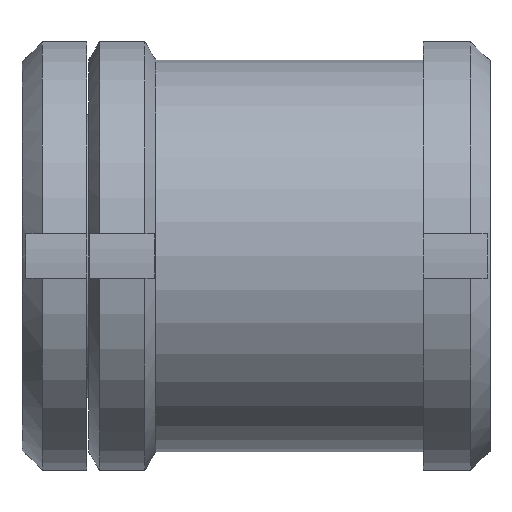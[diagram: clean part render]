
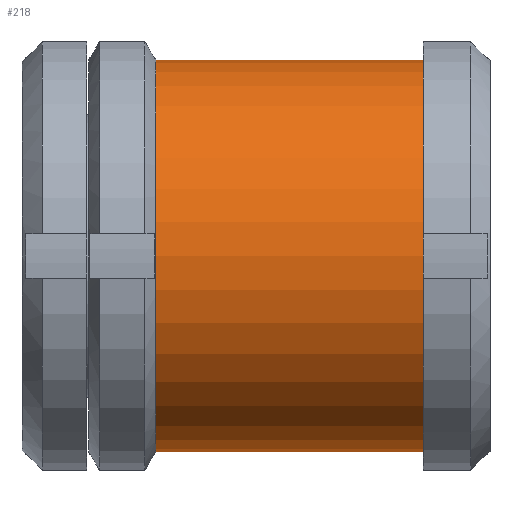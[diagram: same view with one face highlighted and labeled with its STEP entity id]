
A CAD part, left-side view. The second image highlights one B-rep face of the part: STEP entity #218.
In plain terms, the highlighted cylindrical face has radius 26.376 mm (diameter 52.752 mm), a full revolution.
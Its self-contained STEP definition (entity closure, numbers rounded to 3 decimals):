
#218 = ADVANCED_FACE( '', ( #455, #456 ), #457, .T. );
#455 = FACE_OUTER_BOUND( '', #694, .T. );
#456 = FACE_OUTER_BOUND( '', #695, .T. );
#457 = CYLINDRICAL_SURFACE( '', #696, 26.376 );
#694 = EDGE_LOOP( '', ( #1273 ) );
#695 = EDGE_LOOP( '', ( #1274 ) );
#696 = AXIS2_PLACEMENT_3D( '', #1275, #1276, #1277 );
#1273 = ORIENTED_EDGE( '', *, *, #1346, .T. );
#1274 = ORIENTED_EDGE( '', *, *, #1371, .F. );
#1275 = CARTESIAN_POINT( '', ( 0., 0., 0. ) );
#1276 = DIRECTION( '', ( 0., 1., 0. ) );
#1277 = DIRECTION( '', ( 0., 0., -1. ) );
#1346 = EDGE_CURVE( '', #1592, #1592, #1593, .T. );
#1371 = EDGE_CURVE( '', #1636, #1636, #1637, .T. );
#1592 = VERTEX_POINT( '', #1944 );
#1593 = CIRCLE( '', #1945, 26.376 );
#1636 = VERTEX_POINT( '', #2027 );
#1637 = CIRCLE( '', #2028, 26.376 );
#1944 = CARTESIAN_POINT( '', ( 0., 45.01, -26.376 ) );
#1945 = AXIS2_PLACEMENT_3D( '', #2544, #2545, #2546 );
#2027 = CARTESIAN_POINT( '', ( 0., 9., -26.376 ) );
#2028 = AXIS2_PLACEMENT_3D( '', #2568, #2569, #2570 );
#2544 = CARTESIAN_POINT( '', ( 0., 45.01, 0. ) );
#2545 = DIRECTION( '', ( 0., -1., 0. ) );
#2546 = DIRECTION( '', ( 0., 0., -1. ) );
#2568 = CARTESIAN_POINT( '', ( 0., 9., 0. ) );
#2569 = DIRECTION( '', ( 0., -1., 0. ) );
#2570 = DIRECTION( '', ( 0., 0., -1. ) );
